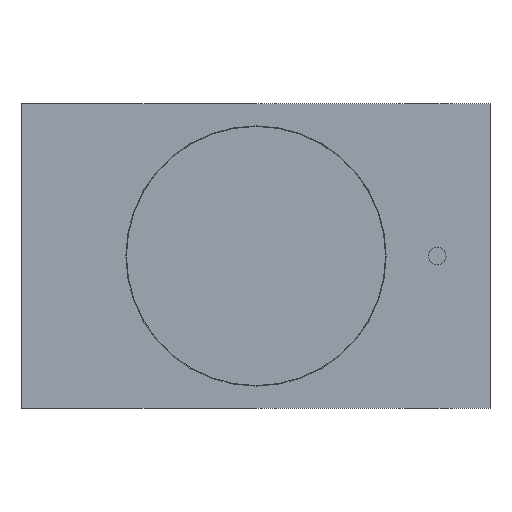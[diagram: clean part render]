
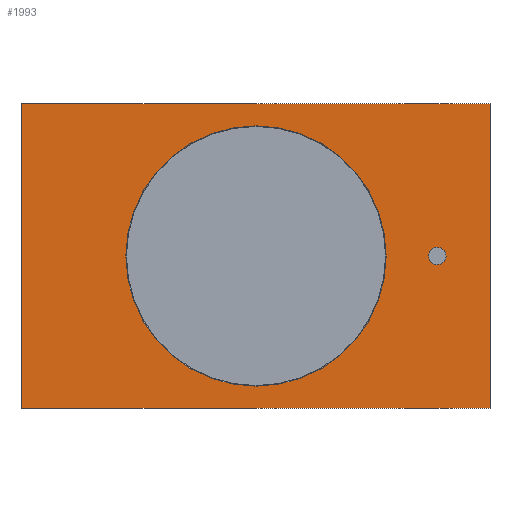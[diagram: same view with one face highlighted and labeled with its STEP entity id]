
A CAD part, front view. The second image highlights one B-rep face of the part: STEP entity #1993.
In plain terms, the highlighted planar face has unit normal (0, -1, 0).
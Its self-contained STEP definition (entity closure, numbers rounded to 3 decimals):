
#170=LINE('',#3237,#291);
#171=LINE('',#3240,#292);
#172=LINE('',#3242,#293);
#173=LINE('',#3244,#294);
#291=VECTOR('',#2561,1000.);
#292=VECTOR('',#2562,1000.);
#293=VECTOR('',#2563,1000.);
#294=VECTOR('',#2564,1000.);
#525=ORIENTED_EDGE('',*,*,#1007,.F.);
#526=ORIENTED_EDGE('',*,*,#1006,.F.);
#527=ORIENTED_EDGE('',*,*,#1021,.T.);
#528=ORIENTED_EDGE('',*,*,#1022,.F.);
#529=ORIENTED_EDGE('',*,*,#1023,.F.);
#530=ORIENTED_EDGE('',*,*,#1024,.T.);
#1006=EDGE_CURVE('',#1259,#1259,#1421,.T.);
#1007=EDGE_CURVE('',#1260,#1260,#1422,.T.);
#1021=EDGE_CURVE('',#1274,#1275,#170,.T.);
#1022=EDGE_CURVE('',#1276,#1275,#171,.T.);
#1023=EDGE_CURVE('',#1277,#1276,#172,.T.);
#1024=EDGE_CURVE('',#1277,#1274,#173,.T.);
#1259=VERTEX_POINT('',#3197);
#1260=VERTEX_POINT('',#3200);
#1274=VERTEX_POINT('',#3238);
#1275=VERTEX_POINT('',#3239);
#1276=VERTEX_POINT('',#3241);
#1277=VERTEX_POINT('',#3243);
#1421=CIRCLE('',#2171,1.5);
#1422=CIRCLE('',#2173,22.25);
#1557=EDGE_LOOP('',(#525));
#1558=EDGE_LOOP('',(#526));
#1559=EDGE_LOOP('',(#527,#528,#529,#530));
#1757=FACE_BOUND('',#1557,.T.);
#1758=FACE_BOUND('',#1558,.T.);
#1759=FACE_BOUND('',#1559,.T.);
#1893=PLANE('',#2196);
#1993=ADVANCED_FACE('',(#1757,#1758,#1759),#1893,.F.);
#2171=AXIS2_PLACEMENT_3D('',#3196,#2509,#2510);
#2173=AXIS2_PLACEMENT_3D('',#3199,#2513,#2514);
#2196=AXIS2_PLACEMENT_3D('',#3236,#2559,#2560);
#2509=DIRECTION('',(0.,-1.,0.));
#2510=DIRECTION('',(0.,0.,-1.));
#2513=DIRECTION('',(0.,-1.,0.));
#2514=DIRECTION('',(0.,0.,-1.));
#2559=DIRECTION('',(0.,1.,0.));
#2560=DIRECTION('',(0.,0.,1.));
#2561=DIRECTION('',(1.,0.,0.));
#2562=DIRECTION('',(0.,0.,-1.));
#2563=DIRECTION('',(1.,0.,0.));
#2564=DIRECTION('',(0.,0.,-1.));
#3196=CARTESIAN_POINT('',(31.,0.,0.));
#3197=CARTESIAN_POINT('',(31.,0.,-1.5));
#3199=CARTESIAN_POINT('',(0.,0.,0.));
#3200=CARTESIAN_POINT('',(0.,0.,-22.25));
#3236=CARTESIAN_POINT('',(-40.,0.,26.));
#3237=CARTESIAN_POINT('',(-40.,0.,-26.));
#3238=CARTESIAN_POINT('',(-40.,0.,-26.));
#3239=CARTESIAN_POINT('',(40.,0.,-26.));
#3240=CARTESIAN_POINT('',(40.,0.,26.));
#3241=CARTESIAN_POINT('',(40.,0.,26.));
#3242=CARTESIAN_POINT('',(-40.,0.,26.));
#3243=CARTESIAN_POINT('',(-40.,0.,26.));
#3244=CARTESIAN_POINT('',(-40.,0.,26.));
